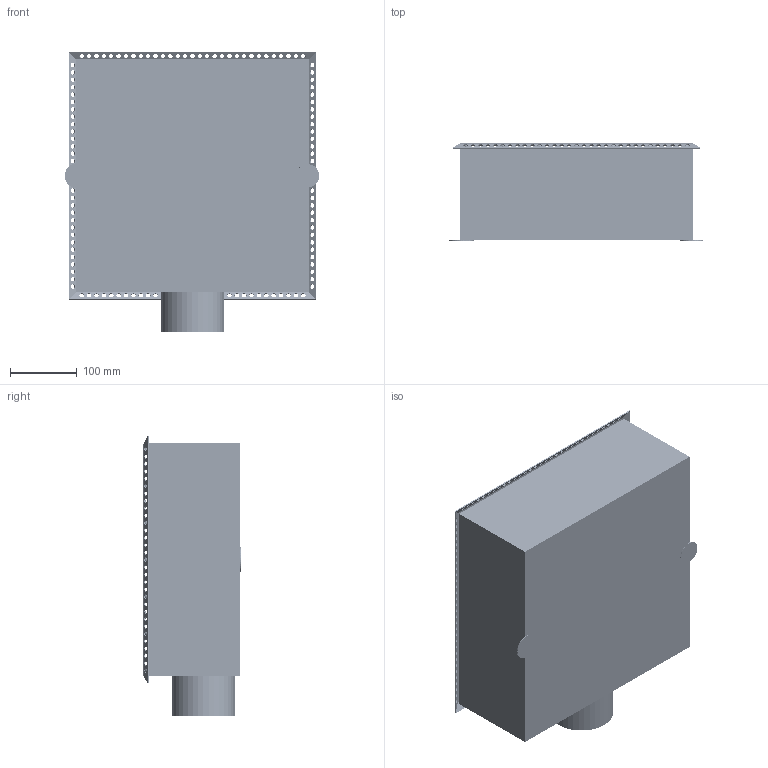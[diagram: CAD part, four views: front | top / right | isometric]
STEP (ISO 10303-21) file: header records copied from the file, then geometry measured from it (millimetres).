
FILE_DESCRIPTION(('STEP AP214'), '1');
FILE_NAME('栖闉罻', '2025-08-15T09:44:06', ('Runwill'), (''), 'C3D Converter', 'C3D Toolkit', '');
FILE_SCHEMA(('AUTOMOTIVE_DESIGN { 1 0 10303 214 3 1 1}'));
Length unit declared in the file: millimetre
Assembly tree (69 placements, depth 3):
  (unnamed)
    (unnamed)
      (unnamed)  x32
    (unnamed)  x2
    (unnamed)
    (unnamed)  x8
    (unnamed)
    (unnamed)  x24
Bounding box: 382.5 x 145.85 x 421.33 mm (x, y, z)
Volume: 932540.5 mm3; surface area: 1188513 mm2
Topology: 69 solids, 69 shells, 1835 faces, 4819 edges, 3157 vertices
Faces by surface type: cylinder 1197, plane 435, cone 121, torus 56, sphere 24, bspline 2
Full cylindrical faces by diameter (mm): 4.917 x32, 6 x32, 7 x921, 7.5 x128, 10 x32, 11.34 x8, 35 x1, 38 x1, 95.5 x1
Entity records: 52644 total; most frequent: CARTESIAN_POINT 17208, DIRECTION 6998, ORIENTED_EDGE 4850, EDGE_LOOP 4344, AXIS2_PLACEMENT_3D 3394, EDGE_CURVE 2425, VERTEX_POINT 2305, FACE_BOUND 2223
